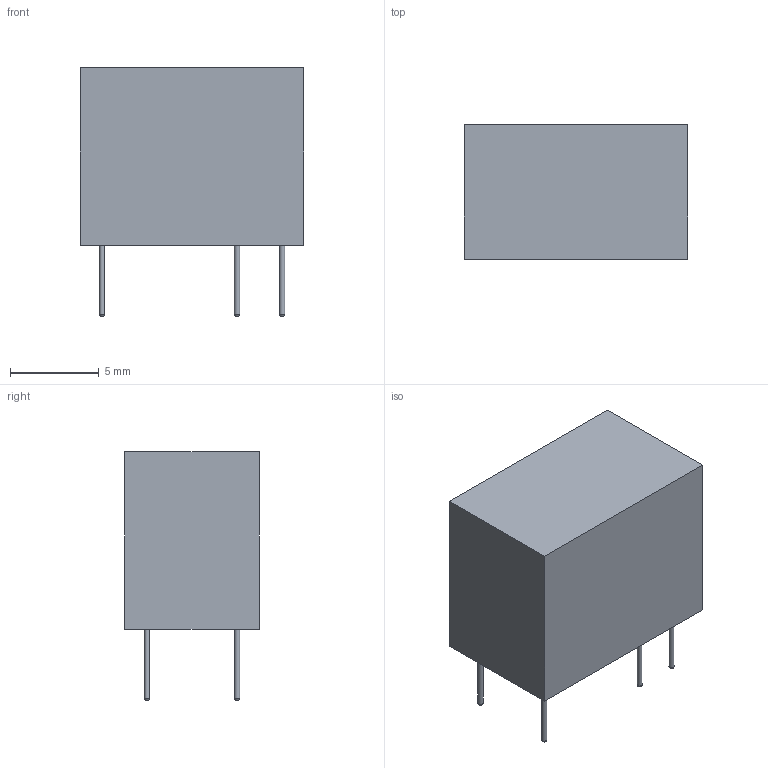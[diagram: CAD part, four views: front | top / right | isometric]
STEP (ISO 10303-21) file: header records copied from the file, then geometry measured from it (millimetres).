
FILE_DESCRIPTION(/* description */ (''),/* implementation_level */ '2;1');
FILE_NAME(/* name */ 'Relay_Y14 Series v3.step',/* time_stamp */ '2020-06-07T16:21:19+09:00',/* author */ (''),/* organization */ (''),/* preprocessor_version */ 'ST-DEVELOPER v18.1',/* originating_system */ 'Autodesk Translation Framework v9.3.0.1241',/* authorisation */ '');
FILE_SCHEMA (('AUTOMOTIVE_DESIGN { 1 0 10303 214 3 1 1 }'));
Length unit declared in the file: millimetre
Products named in the file (8): Relay_Y14 Series; case; pin1; pin2; pin3; pin4; pin5; pin6
Assembly tree (7 placements, depth 2):
  Relay_Y14 Series
    case
    pin1
    pin2
    pin3
    pin4
    pin5
    pin6
Bounding box: 12.6 x 7.6 x 14 mm (x, y, z)
Volume: 959.3 mm3; surface area: 618.7 mm2
Topology: 7 solids, 7 shells, 30 faces, 48 edges, 32 vertices
Faces by surface type: plane 18, bspline 6, cylinder 6
Full cylindrical faces by diameter (mm): 0.3 x6
Entity records: 1093 total; most frequent: CARTESIAN_POINT 281, DIRECTION 156, ORIENTED_EDGE 96, AXIS2_PLACEMENT_3D 69, EDGE_CURVE 48, VERTEX_POINT 32, CIRCLE 30, FACE_OUTER_BOUND 30
